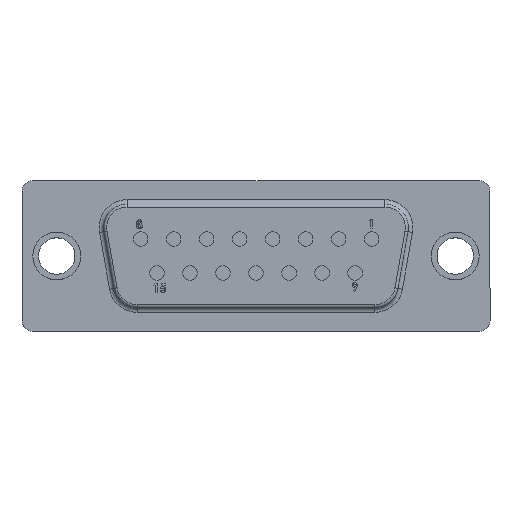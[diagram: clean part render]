
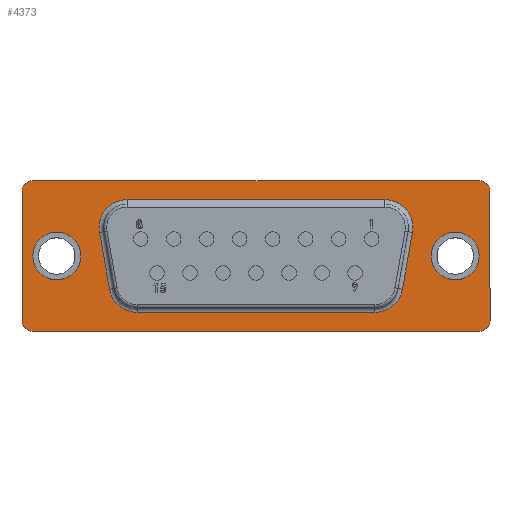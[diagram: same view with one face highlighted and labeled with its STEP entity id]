
A CAD part, top view. The second image highlights one B-rep face of the part: STEP entity #4373.
In plain terms, the highlighted planar face has unit normal (0, 0, 1).
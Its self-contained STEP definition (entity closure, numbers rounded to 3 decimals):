
#2327=CARTESIAN_POINT('',(18.646,0.,5.676));
#2328=VERTEX_POINT('',#2327);
#2344=CARTESIAN_POINT('',(14.646,0.,5.676));
#2345=VERTEX_POINT('',#2344);
#2352=CARTESIAN_POINT('',(16.646,0.,5.676));
#2353=DIRECTION('',(0.0,0.0,-1.0));
#2354=DIRECTION('',(1.0,0.0,0.0));
#2355=AXIS2_PLACEMENT_3D('',#2352,#2353,#2354);
#2356=CIRCLE('',#2355,2.0);
#2357=EDGE_CURVE('',#2328,#2345,#2356,.T.);
#2369=CARTESIAN_POINT('',(-14.679,0.,5.676));
#2370=VERTEX_POINT('',#2369);
#2386=CARTESIAN_POINT('',(-18.679,0.,5.676));
#2387=VERTEX_POINT('',#2386);
#2394=CARTESIAN_POINT('',(-16.679,0.,5.676));
#2395=DIRECTION('',(0.0,0.0,-1.0));
#2396=DIRECTION('',(1.0,0.0,0.0));
#2397=AXIS2_PLACEMENT_3D('',#2394,#2395,#2396);
#2398=CIRCLE('',#2397,2.0);
#2399=EDGE_CURVE('',#2370,#2387,#2398,.T.);
#3892=CARTESIAN_POINT('',(-13.099,1.969,5.676));
#3893=VERTEX_POINT('',#3892);
#3901=CARTESIAN_POINT('',(-12.261,-2.781,5.676));
#3902=VERTEX_POINT('',#3901);
#3903=CARTESIAN_POINT('',(-13.099,1.969,5.676));
#3904=DIRECTION('',(0.174,-0.985,0.0));
#3905=VECTOR('',#3904,4.823);
#3906=LINE('',#3903,#3905);
#3907=EDGE_CURVE('',#3893,#3902,#3906,.T.);
#3973=CARTESIAN_POINT('',(-10.797,4.712,5.676));
#3974=VERTEX_POINT('',#3973);
#3982=CARTESIAN_POINT('',(-10.797,2.375,5.676));
#3983=DIRECTION('',(0.,0.,1.0));
#3984=DIRECTION('',(-0.766,0.643,0.));
#3985=AXIS2_PLACEMENT_3D('',#3982,#3983,#3984);
#3986=CIRCLE('',#3985,2.337);
#3987=EDGE_CURVE('',#3974,#3893,#3986,.T.);
#4017=CARTESIAN_POINT('',(-9.959,-4.712,5.676));
#4018=VERTEX_POINT('',#4017);
#4028=CARTESIAN_POINT('',(-9.959,-2.375,5.676));
#4029=DIRECTION('',(0.,0.,1.0));
#4030=DIRECTION('',(-0.643,-0.766,0.));
#4031=AXIS2_PLACEMENT_3D('',#4028,#4029,#4030);
#4032=CIRCLE('',#4031,2.337);
#4033=EDGE_CURVE('',#3902,#4018,#4032,.T.);
#4043=CARTESIAN_POINT('',(10.764,4.712,5.676));
#4044=VERTEX_POINT('',#4043);
#4052=CARTESIAN_POINT('',(10.764,4.712,5.676));
#4053=DIRECTION('',(-1.0,0.0,0.0));
#4054=VECTOR('',#4053,21.562);
#4055=LINE('',#4052,#4054);
#4056=EDGE_CURVE('',#4044,#3974,#4055,.T.);
#4068=CARTESIAN_POINT('',(9.926,-4.712,5.676));
#4069=VERTEX_POINT('',#4068);
#4086=CARTESIAN_POINT('',(-9.959,-4.712,5.676));
#4087=DIRECTION('',(1.0,0.0,0.0));
#4088=VECTOR('',#4087,19.885);
#4089=LINE('',#4086,#4088);
#4090=EDGE_CURVE('',#4018,#4069,#4089,.T.);
#4150=CARTESIAN_POINT('',(13.065,1.969,5.676));
#4151=VERTEX_POINT('',#4150);
#4159=CARTESIAN_POINT('',(10.764,2.375,5.676));
#4160=DIRECTION('',(0.,0.,1.0));
#4161=DIRECTION('',(0.766,0.643,0.));
#4162=AXIS2_PLACEMENT_3D('',#4159,#4160,#4161);
#4163=CIRCLE('',#4162,2.337);
#4164=EDGE_CURVE('',#4151,#4044,#4163,.T.);
#4200=CARTESIAN_POINT('',(12.227,-2.781,5.676));
#4201=VERTEX_POINT('',#4200);
#4219=CARTESIAN_POINT('',(9.926,-2.375,5.676));
#4220=DIRECTION('',(0.,0.,1.0));
#4221=DIRECTION('',(0.643,-0.766,0.));
#4222=AXIS2_PLACEMENT_3D('',#4219,#4220,#4221);
#4223=CIRCLE('',#4222,2.337);
#4224=EDGE_CURVE('',#4069,#4201,#4223,.T.);
#4242=CARTESIAN_POINT('',(12.227,-2.781,5.676));
#4243=DIRECTION('',(0.174,0.985,0.0));
#4244=VECTOR('',#4243,4.823);
#4245=LINE('',#4242,#4244);
#4246=EDGE_CURVE('',#4201,#4151,#4245,.T.);
#4268=CARTESIAN_POINT('',(-0.017,0.,5.676));
#4269=DIRECTION('',(0.0,0.0,1.0));
#4270=DIRECTION('',(1.0,0.0,0.0));
#4271=AXIS2_PLACEMENT_3D('',#4268,#4269,#4270);
#4272=PLANE('',#4271);
#4273=CARTESIAN_POINT('',(-19.587,5.41,5.676));
#4274=VERTEX_POINT('',#4273);
#4275=CARTESIAN_POINT('',(-18.698,6.299,5.676));
#4276=VERTEX_POINT('',#4275);
#4277=CARTESIAN_POINT('',(-18.698,5.41,5.676));
#4278=DIRECTION('',(0.0,0.0,-1.0));
#4279=DIRECTION('',(-0.707,0.707,0.0));
#4280=AXIS2_PLACEMENT_3D('',#4277,#4278,#4279);
#4281=CIRCLE('',#4280,0.889);
#4282=EDGE_CURVE('',#4274,#4276,#4281,.T.);
#4283=ORIENTED_EDGE('',*,*,#4282,.F.);
#4284=CARTESIAN_POINT('',(-19.587,-5.41,5.676));
#4285=VERTEX_POINT('',#4284);
#4286=CARTESIAN_POINT('',(-19.587,-5.41,5.676));
#4287=DIRECTION('',(0.0,1.0,0.0));
#4288=VECTOR('',#4287,10.82);
#4289=LINE('',#4286,#4288);
#4290=EDGE_CURVE('',#4285,#4274,#4289,.T.);
#4291=ORIENTED_EDGE('',*,*,#4290,.F.);
#4292=CARTESIAN_POINT('',(-18.698,-6.299,5.676));
#4293=VERTEX_POINT('',#4292);
#4294=CARTESIAN_POINT('',(-18.698,-5.41,5.676));
#4295=DIRECTION('',(0.0,0.0,-1.0));
#4296=DIRECTION('',(-0.707,-0.707,0.0));
#4297=AXIS2_PLACEMENT_3D('',#4294,#4295,#4296);
#4298=CIRCLE('',#4297,0.889);
#4299=EDGE_CURVE('',#4293,#4285,#4298,.T.);
#4300=ORIENTED_EDGE('',*,*,#4299,.F.);
#4301=CARTESIAN_POINT('',(18.665,-6.299,5.676));
#4302=VERTEX_POINT('',#4301);
#4303=CARTESIAN_POINT('',(18.665,-6.299,5.676));
#4304=DIRECTION('',(-1.0,0.0,0.0));
#4305=VECTOR('',#4304,37.363);
#4306=LINE('',#4303,#4305);
#4307=EDGE_CURVE('',#4302,#4293,#4306,.T.);
#4308=ORIENTED_EDGE('',*,*,#4307,.F.);
#4309=CARTESIAN_POINT('',(19.554,-5.41,5.676));
#4310=VERTEX_POINT('',#4309);
#4311=CARTESIAN_POINT('',(18.665,-5.41,5.676));
#4312=DIRECTION('',(0.0,0.0,-1.0));
#4313=DIRECTION('',(0.707,-0.707,0.0));
#4314=AXIS2_PLACEMENT_3D('',#4311,#4312,#4313);
#4315=CIRCLE('',#4314,0.889);
#4316=EDGE_CURVE('',#4310,#4302,#4315,.T.);
#4317=ORIENTED_EDGE('',*,*,#4316,.F.);
#4318=CARTESIAN_POINT('',(19.554,5.41,5.676));
#4319=VERTEX_POINT('',#4318);
#4320=CARTESIAN_POINT('',(19.554,5.41,5.676));
#4321=DIRECTION('',(0.0,-1.0,0.0));
#4322=VECTOR('',#4321,10.82);
#4323=LINE('',#4320,#4322);
#4324=EDGE_CURVE('',#4319,#4310,#4323,.T.);
#4325=ORIENTED_EDGE('',*,*,#4324,.F.);
#4326=CARTESIAN_POINT('',(18.665,6.299,5.676));
#4327=VERTEX_POINT('',#4326);
#4328=CARTESIAN_POINT('',(18.665,5.41,5.676));
#4329=DIRECTION('',(0.0,0.0,-1.0));
#4330=DIRECTION('',(0.707,0.707,0.0));
#4331=AXIS2_PLACEMENT_3D('',#4328,#4329,#4330);
#4332=CIRCLE('',#4331,0.889);
#4333=EDGE_CURVE('',#4327,#4319,#4332,.T.);
#4334=ORIENTED_EDGE('',*,*,#4333,.F.);
#4335=CARTESIAN_POINT('',(-18.698,6.299,5.676));
#4336=DIRECTION('',(1.0,0.0,0.0));
#4337=VECTOR('',#4336,37.363);
#4338=LINE('',#4335,#4337);
#4339=EDGE_CURVE('',#4276,#4327,#4338,.T.);
#4340=ORIENTED_EDGE('',*,*,#4339,.F.);
#4341=EDGE_LOOP('',(#4283,#4291,#4300,#4308,#4317,#4325,#4334,#4340));
#4342=FACE_OUTER_BOUND('',#4341,.T.);
#4343=CARTESIAN_POINT('',(-16.679,0.,5.676));
#4344=DIRECTION('',(0.0,0.0,-1.0));
#4345=DIRECTION('',(1.0,0.0,0.0));
#4346=AXIS2_PLACEMENT_3D('',#4343,#4344,#4345);
#4347=CIRCLE('',#4346,2.0);
#4348=EDGE_CURVE('',#2387,#2370,#4347,.T.);
#4349=ORIENTED_EDGE('',*,*,#4348,.T.);
#4350=ORIENTED_EDGE('',*,*,#2399,.T.);
#4351=EDGE_LOOP('',(#4349,#4350));
#4352=FACE_BOUND('',#4351,.T.);
#4353=CARTESIAN_POINT('',(16.646,0.,5.676));
#4354=DIRECTION('',(0.0,0.0,-1.0));
#4355=DIRECTION('',(1.0,0.0,0.0));
#4356=AXIS2_PLACEMENT_3D('',#4353,#4354,#4355);
#4357=CIRCLE('',#4356,2.0);
#4358=EDGE_CURVE('',#2345,#2328,#4357,.T.);
#4359=ORIENTED_EDGE('',*,*,#4358,.T.);
#4360=ORIENTED_EDGE('',*,*,#2357,.T.);
#4361=EDGE_LOOP('',(#4359,#4360));
#4362=FACE_BOUND('',#4361,.T.);
#4363=ORIENTED_EDGE('',*,*,#3907,.F.);
#4364=ORIENTED_EDGE('',*,*,#3987,.F.);
#4365=ORIENTED_EDGE('',*,*,#4056,.F.);
#4366=ORIENTED_EDGE('',*,*,#4164,.F.);
#4367=ORIENTED_EDGE('',*,*,#4246,.F.);
#4368=ORIENTED_EDGE('',*,*,#4224,.F.);
#4369=ORIENTED_EDGE('',*,*,#4090,.F.);
#4370=ORIENTED_EDGE('',*,*,#4033,.F.);
#4371=EDGE_LOOP('',(#4363,#4364,#4365,#4366,#4367,#4368,#4369,#4370));
#4372=FACE_BOUND('',#4371,.T.);
#4373=ADVANCED_FACE('',(#4342,#4352,#4362,#4372),#4272,.T.);
